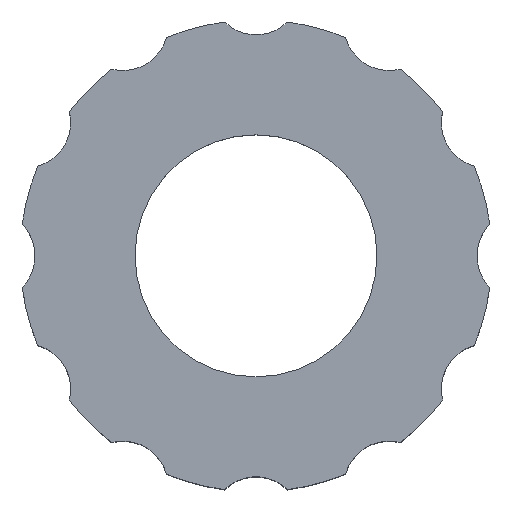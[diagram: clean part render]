
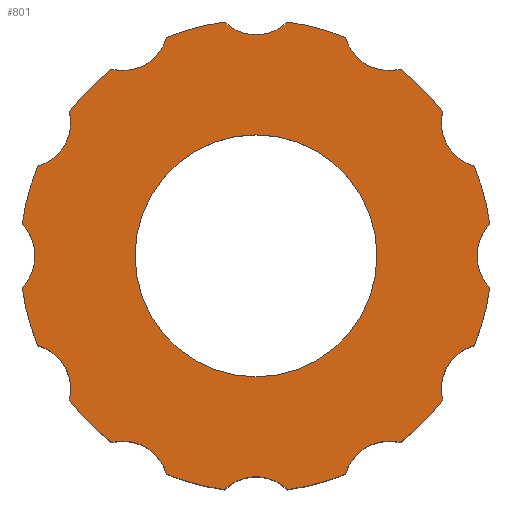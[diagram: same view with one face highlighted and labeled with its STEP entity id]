
A CAD part, top view. The second image highlights one B-rep face of the part: STEP entity #801.
In plain terms, the highlighted planar face has unit normal (0, 0, 1).
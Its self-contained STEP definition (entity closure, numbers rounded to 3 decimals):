
#19=FACE_BOUND('',#115,.T.);
#24=PLANE('',#918);
#68=FACE_OUTER_BOUND('',#114,.T.);
#114=EDGE_LOOP('',(#694,#695,#696,#697,#698,#699,#700,#701,#702,#703,#704,
#705,#706,#707,#708,#709,#710,#711,#712,#713,#714,#715,#716,#717));
#115=EDGE_LOOP('',(#718));
#127=CIRCLE('',#838,3.);
#129=CIRCLE('',#841,3.);
#131=CIRCLE('',#844,3.);
#133=CIRCLE('',#847,3.);
#135=CIRCLE('',#850,3.);
#137=CIRCLE('',#853,3.);
#139=CIRCLE('',#856,3.);
#141=CIRCLE('',#859,3.);
#143=CIRCLE('',#862,3.);
#145=CIRCLE('',#865,3.);
#147=CIRCLE('',#868,3.);
#149=CIRCLE('',#871,3.);
#164=CIRCLE('',#888,15.7);
#165=CIRCLE('',#890,15.7);
#166=CIRCLE('',#892,15.7);
#167=CIRCLE('',#894,15.7);
#168=CIRCLE('',#896,15.7);
#169=CIRCLE('',#898,15.7);
#170=CIRCLE('',#900,15.7);
#171=CIRCLE('',#902,15.7);
#172=CIRCLE('',#904,15.7);
#173=CIRCLE('',#906,15.7);
#174=CIRCLE('',#908,15.7);
#175=CIRCLE('',#910,15.7);
#177=CIRCLE('',#917,8.05);
#306=VERTEX_POINT('',#1635);
#307=VERTEX_POINT('',#1636);
#310=VERTEX_POINT('',#1644);
#311=VERTEX_POINT('',#1645);
#314=VERTEX_POINT('',#1653);
#315=VERTEX_POINT('',#1654);
#318=VERTEX_POINT('',#1662);
#319=VERTEX_POINT('',#1663);
#322=VERTEX_POINT('',#1671);
#323=VERTEX_POINT('',#1672);
#326=VERTEX_POINT('',#1680);
#327=VERTEX_POINT('',#1681);
#330=VERTEX_POINT('',#1689);
#331=VERTEX_POINT('',#1690);
#334=VERTEX_POINT('',#1698);
#335=VERTEX_POINT('',#1699);
#338=VERTEX_POINT('',#1707);
#339=VERTEX_POINT('',#1708);
#342=VERTEX_POINT('',#1716);
#343=VERTEX_POINT('',#1717);
#346=VERTEX_POINT('',#1725);
#347=VERTEX_POINT('',#1726);
#350=VERTEX_POINT('',#1734);
#351=VERTEX_POINT('',#1735);
#356=VERTEX_POINT('',#2764);
#396=EDGE_CURVE('',#306,#307,#127,.T.);
#400=EDGE_CURVE('',#310,#311,#129,.T.);
#404=EDGE_CURVE('',#314,#315,#131,.T.);
#408=EDGE_CURVE('',#318,#319,#133,.T.);
#412=EDGE_CURVE('',#322,#323,#135,.T.);
#416=EDGE_CURVE('',#326,#327,#137,.T.);
#420=EDGE_CURVE('',#330,#331,#139,.T.);
#424=EDGE_CURVE('',#334,#335,#141,.T.);
#428=EDGE_CURVE('',#338,#339,#143,.T.);
#432=EDGE_CURVE('',#342,#343,#145,.T.);
#436=EDGE_CURVE('',#346,#347,#147,.T.);
#440=EDGE_CURVE('',#350,#351,#149,.T.);
#457=EDGE_CURVE('',#351,#338,#164,.T.);
#458=EDGE_CURVE('',#343,#334,#165,.T.);
#459=EDGE_CURVE('',#339,#314,#166,.T.);
#460=EDGE_CURVE('',#335,#310,#167,.T.);
#461=EDGE_CURVE('',#347,#330,#168,.T.);
#462=EDGE_CURVE('',#327,#350,#169,.T.);
#463=EDGE_CURVE('',#323,#346,#170,.T.);
#464=EDGE_CURVE('',#319,#342,#171,.T.);
#465=EDGE_CURVE('',#315,#318,#172,.T.);
#466=EDGE_CURVE('',#311,#322,#173,.T.);
#467=EDGE_CURVE('',#331,#306,#174,.T.);
#468=EDGE_CURVE('',#307,#326,#175,.T.);
#476=EDGE_CURVE('',#356,#356,#177,.T.);
#694=ORIENTED_EDGE('',*,*,#396,.T.);
#695=ORIENTED_EDGE('',*,*,#468,.T.);
#696=ORIENTED_EDGE('',*,*,#416,.T.);
#697=ORIENTED_EDGE('',*,*,#462,.T.);
#698=ORIENTED_EDGE('',*,*,#440,.T.);
#699=ORIENTED_EDGE('',*,*,#457,.T.);
#700=ORIENTED_EDGE('',*,*,#428,.T.);
#701=ORIENTED_EDGE('',*,*,#459,.T.);
#702=ORIENTED_EDGE('',*,*,#404,.T.);
#703=ORIENTED_EDGE('',*,*,#465,.T.);
#704=ORIENTED_EDGE('',*,*,#408,.T.);
#705=ORIENTED_EDGE('',*,*,#464,.T.);
#706=ORIENTED_EDGE('',*,*,#432,.T.);
#707=ORIENTED_EDGE('',*,*,#458,.T.);
#708=ORIENTED_EDGE('',*,*,#424,.T.);
#709=ORIENTED_EDGE('',*,*,#460,.T.);
#710=ORIENTED_EDGE('',*,*,#400,.T.);
#711=ORIENTED_EDGE('',*,*,#466,.T.);
#712=ORIENTED_EDGE('',*,*,#412,.T.);
#713=ORIENTED_EDGE('',*,*,#463,.T.);
#714=ORIENTED_EDGE('',*,*,#436,.T.);
#715=ORIENTED_EDGE('',*,*,#461,.T.);
#716=ORIENTED_EDGE('',*,*,#420,.T.);
#717=ORIENTED_EDGE('',*,*,#467,.T.);
#718=ORIENTED_EDGE('',*,*,#476,.T.);
#801=ADVANCED_FACE('',(#68,#19),#24,.T.);
#838=AXIS2_PLACEMENT_3D('',#1637,#975,#976);
#841=AXIS2_PLACEMENT_3D('',#1646,#983,#984);
#844=AXIS2_PLACEMENT_3D('',#1655,#991,#992);
#847=AXIS2_PLACEMENT_3D('',#1664,#999,#1000);
#850=AXIS2_PLACEMENT_3D('',#1673,#1007,#1008);
#853=AXIS2_PLACEMENT_3D('',#1682,#1015,#1016);
#856=AXIS2_PLACEMENT_3D('',#1691,#1023,#1024);
#859=AXIS2_PLACEMENT_3D('',#1700,#1031,#1032);
#862=AXIS2_PLACEMENT_3D('',#1709,#1039,#1040);
#865=AXIS2_PLACEMENT_3D('',#1718,#1047,#1048);
#868=AXIS2_PLACEMENT_3D('',#1727,#1055,#1056);
#871=AXIS2_PLACEMENT_3D('',#1736,#1063,#1064);
#888=AXIS2_PLACEMENT_3D('',#1758,#1099,#1100);
#890=AXIS2_PLACEMENT_3D('',#1760,#1103,#1104);
#892=AXIS2_PLACEMENT_3D('',#1762,#1107,#1108);
#894=AXIS2_PLACEMENT_3D('',#1764,#1111,#1112);
#896=AXIS2_PLACEMENT_3D('',#1766,#1115,#1116);
#898=AXIS2_PLACEMENT_3D('',#1768,#1119,#1120);
#900=AXIS2_PLACEMENT_3D('',#1770,#1123,#1124);
#902=AXIS2_PLACEMENT_3D('',#1772,#1127,#1128);
#904=AXIS2_PLACEMENT_3D('',#1774,#1131,#1132);
#906=AXIS2_PLACEMENT_3D('',#1776,#1135,#1136);
#908=AXIS2_PLACEMENT_3D('',#1778,#1139,#1140);
#910=AXIS2_PLACEMENT_3D('',#1780,#1143,#1144);
#917=AXIS2_PLACEMENT_3D('',#2765,#1157,#1158);
#918=AXIS2_PLACEMENT_3D('',#2767,#1160,#1161);
#975=DIRECTION('center_axis',(0.,0.,-1.));
#976=DIRECTION('ref_axis',(-1.,0.,0.));
#983=DIRECTION('center_axis',(0.,0.,-1.));
#984=DIRECTION('ref_axis',(-1.,0.,0.));
#991=DIRECTION('center_axis',(0.,0.,-1.));
#992=DIRECTION('ref_axis',(-1.,0.,0.));
#999=DIRECTION('center_axis',(0.,0.,-1.));
#1000=DIRECTION('ref_axis',(-1.,0.,0.));
#1007=DIRECTION('center_axis',(0.,0.,-1.));
#1008=DIRECTION('ref_axis',(-1.,0.,0.));
#1015=DIRECTION('center_axis',(0.,0.,-1.));
#1016=DIRECTION('ref_axis',(-1.,0.,0.));
#1023=DIRECTION('center_axis',(0.,0.,-1.));
#1024=DIRECTION('ref_axis',(-1.,0.,0.));
#1031=DIRECTION('center_axis',(0.,0.,-1.));
#1032=DIRECTION('ref_axis',(-1.,0.,0.));
#1039=DIRECTION('center_axis',(0.,0.,-1.));
#1040=DIRECTION('ref_axis',(-1.,0.,0.));
#1047=DIRECTION('center_axis',(0.,0.,-1.));
#1048=DIRECTION('ref_axis',(-1.,0.,0.));
#1055=DIRECTION('center_axis',(0.,0.,-1.));
#1056=DIRECTION('ref_axis',(-1.,0.,0.));
#1063=DIRECTION('center_axis',(0.,0.,-1.));
#1064=DIRECTION('ref_axis',(-1.,0.,0.));
#1099=DIRECTION('center_axis',(0.,0.,1.));
#1100=DIRECTION('ref_axis',(-1.,0.,0.));
#1103=DIRECTION('center_axis',(0.,0.,1.));
#1104=DIRECTION('ref_axis',(-1.,0.,0.));
#1107=DIRECTION('center_axis',(0.,0.,1.));
#1108=DIRECTION('ref_axis',(-1.,0.,0.));
#1111=DIRECTION('center_axis',(0.,0.,1.));
#1112=DIRECTION('ref_axis',(-1.,0.,0.));
#1115=DIRECTION('center_axis',(0.,0.,1.));
#1116=DIRECTION('ref_axis',(-1.,0.,0.));
#1119=DIRECTION('center_axis',(0.,0.,1.));
#1120=DIRECTION('ref_axis',(-1.,0.,0.));
#1123=DIRECTION('center_axis',(0.,0.,1.));
#1124=DIRECTION('ref_axis',(-1.,0.,0.));
#1127=DIRECTION('center_axis',(0.,0.,1.));
#1128=DIRECTION('ref_axis',(-1.,0.,0.));
#1131=DIRECTION('center_axis',(0.,0.,1.));
#1132=DIRECTION('ref_axis',(-1.,0.,0.));
#1135=DIRECTION('center_axis',(0.,0.,1.));
#1136=DIRECTION('ref_axis',(-1.,0.,0.));
#1139=DIRECTION('center_axis',(0.,0.,1.));
#1140=DIRECTION('ref_axis',(-1.,0.,0.));
#1143=DIRECTION('center_axis',(0.,0.,1.));
#1144=DIRECTION('ref_axis',(-1.,0.,0.));
#1157=DIRECTION('center_axis',(0.,0.,-1.));
#1158=DIRECTION('ref_axis',(-1.,0.,0.));
#1160=DIRECTION('center_axis',(0.,0.,1.));
#1161=DIRECTION('ref_axis',(-1.,0.,0.));
#1635=CARTESIAN_POINT('',(15.559,-2.101,88.5));
#1636=CARTESIAN_POINT('',(15.559,2.101,88.5));
#1637=CARTESIAN_POINT('Origin',(17.7,0.,88.5));
#1644=CARTESIAN_POINT('',(-9.599,-12.424,88.5));
#1645=CARTESIAN_POINT('',(-5.96,-14.525,88.5));
#1646=CARTESIAN_POINT('Origin',(-8.85,-15.329,88.5));
#1653=CARTESIAN_POINT('',(-5.96,14.525,88.5));
#1654=CARTESIAN_POINT('',(-9.599,12.424,88.5));
#1655=CARTESIAN_POINT('Origin',(-8.85,15.329,88.5));
#1662=CARTESIAN_POINT('',(-12.424,9.599,88.5));
#1663=CARTESIAN_POINT('',(-14.525,5.96,88.5));
#1664=CARTESIAN_POINT('Origin',(-15.329,8.85,88.5));
#1671=CARTESIAN_POINT('',(-2.101,-15.559,88.5));
#1672=CARTESIAN_POINT('',(2.101,-15.559,88.5));
#1673=CARTESIAN_POINT('Origin',(0.,-17.7,88.5));
#1680=CARTESIAN_POINT('',(14.525,5.96,88.5));
#1681=CARTESIAN_POINT('',(12.424,9.599,88.5));
#1682=CARTESIAN_POINT('Origin',(15.329,8.85,88.5));
#1689=CARTESIAN_POINT('',(12.424,-9.599,88.5));
#1690=CARTESIAN_POINT('',(14.525,-5.96,88.5));
#1691=CARTESIAN_POINT('Origin',(15.329,-8.85,88.5));
#1698=CARTESIAN_POINT('',(-14.525,-5.96,88.5));
#1699=CARTESIAN_POINT('',(-12.424,-9.599,88.5));
#1700=CARTESIAN_POINT('Origin',(-15.329,-8.85,88.5));
#1707=CARTESIAN_POINT('',(2.101,15.559,88.5));
#1708=CARTESIAN_POINT('',(-2.101,15.559,88.5));
#1709=CARTESIAN_POINT('Origin',(0.,17.7,88.5));
#1716=CARTESIAN_POINT('',(-15.559,2.101,88.5));
#1717=CARTESIAN_POINT('',(-15.559,-2.101,88.5));
#1718=CARTESIAN_POINT('Origin',(-17.7,0.,88.5));
#1725=CARTESIAN_POINT('',(5.96,-14.525,88.5));
#1726=CARTESIAN_POINT('',(9.599,-12.424,88.5));
#1727=CARTESIAN_POINT('Origin',(8.85,-15.329,88.5));
#1734=CARTESIAN_POINT('',(9.599,12.424,88.5));
#1735=CARTESIAN_POINT('',(5.96,14.525,88.5));
#1736=CARTESIAN_POINT('Origin',(8.85,15.329,88.5));
#1758=CARTESIAN_POINT('Origin',(0.,0.,88.5));
#1760=CARTESIAN_POINT('Origin',(0.,0.,88.5));
#1762=CARTESIAN_POINT('Origin',(0.,0.,88.5));
#1764=CARTESIAN_POINT('Origin',(0.,0.,88.5));
#1766=CARTESIAN_POINT('Origin',(0.,0.,88.5));
#1768=CARTESIAN_POINT('Origin',(0.,0.,88.5));
#1770=CARTESIAN_POINT('Origin',(0.,0.,88.5));
#1772=CARTESIAN_POINT('Origin',(0.,0.,88.5));
#1774=CARTESIAN_POINT('Origin',(0.,0.,88.5));
#1776=CARTESIAN_POINT('Origin',(0.,0.,88.5));
#1778=CARTESIAN_POINT('Origin',(0.,0.,88.5));
#1780=CARTESIAN_POINT('Origin',(0.,0.,88.5));
#2764=CARTESIAN_POINT('',(8.05,0.,88.5));
#2765=CARTESIAN_POINT('Origin',(0.,0.,88.5));
#2767=CARTESIAN_POINT('Origin',(0.,0.,88.5));
